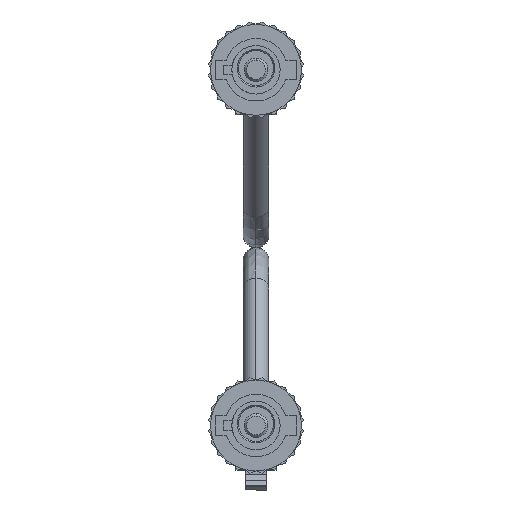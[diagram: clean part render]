
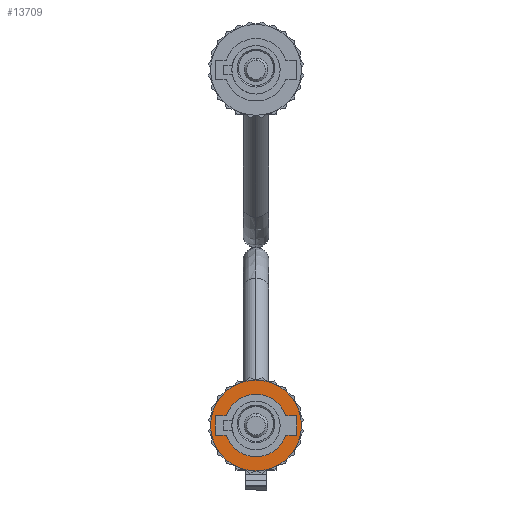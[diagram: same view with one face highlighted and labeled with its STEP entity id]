
A CAD part, front view. The second image highlights one B-rep face of the part: STEP entity #13709.
In plain terms, the highlighted face is planar.
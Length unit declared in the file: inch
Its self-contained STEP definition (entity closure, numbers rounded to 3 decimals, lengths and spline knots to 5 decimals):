
#3400 = CARTESIAN_POINT ( 'NONE',  ( -0.1725, 0.45, 0.041 ) ) ;
#3401 = DIRECTION ( 'NONE',  ( 1., 0., 0. ) ) ;
#3402 = VECTOR ( 'NONE', #3401, 39.37008 ) ;
#3403 = CARTESIAN_POINT ( 'NONE',  ( -0.126, 0.45, 0.041 ) ) ;
#3404 = LINE ( 'NONE', #3403, #3402 ) ;
#3405 = CARTESIAN_POINT ( 'NONE',  ( -0.126, 0.45, 0.041 ) ) ;
#3406 = DIRECTION ( 'NONE',  ( 0., 0., 1. ) ) ;
#3407 = DIRECTION ( 'NONE',  ( 0., 1., 0. ) ) ;
#3408 = CARTESIAN_POINT ( 'NONE',  ( 0., 0.45, 0. ) ) ;
#3409 = AXIS2_PLACEMENT_3D ( 'NONE', #3408, #3407, #3406 ) ;
#3410 = CIRCLE ( 'NONE', #3409, 0.1325 ) ;
#3411 = DIRECTION ( 'NONE',  ( 1., 0., 0. ) ) ;
#3412 = VECTOR ( 'NONE', #3411, 39.37008 ) ;
#3413 = CARTESIAN_POINT ( 'NONE',  ( 0.1725, 0.45, 0.041 ) ) ;
#3414 = LINE ( 'NONE', #3413, #3412 ) ;
#3415 = CARTESIAN_POINT ( 'NONE',  ( 0.1725, 0.45, -0.041 ) ) ;
#3416 = CARTESIAN_POINT ( 'NONE',  ( 0.1725, 0.45, 0.041 ) ) ;
#3417 = DIRECTION ( 'NONE',  ( 0., 0., -1. ) ) ;
#3418 = VECTOR ( 'NONE', #3417, 39.37008 ) ;
#3419 = CARTESIAN_POINT ( 'NONE',  ( 0.1725, 0.45, -0.041 ) ) ;
#3420 = LINE ( 'NONE', #3419, #3418 ) ;
#4161 = DIRECTION ( 'NONE',  ( -1., 0., 0. ) ) ;
#4163 = VECTOR ( 'NONE', #4161, 39.37008 ) ;
#4165 = CARTESIAN_POINT ( 'NONE',  ( 0.1725, 0.45, -0.041 ) ) ;
#4167 = LINE ( 'NONE', #4165, #4163 ) ;
#4171 = CARTESIAN_POINT ( 'NONE',  ( 0.126, 0.45, -0.041 ) ) ;
#4173 = DIRECTION ( 'NONE',  ( 0., 0., 1. ) ) ;
#4174 = DIRECTION ( 'NONE',  ( 0., 1., 0. ) ) ;
#4175 = CARTESIAN_POINT ( 'NONE',  ( 0., 0.45, 0. ) ) ;
#4176 = AXIS2_PLACEMENT_3D ( 'NONE', #4175, #4174, #4173 ) ;
#4178 = CIRCLE ( 'NONE', #4176, 0.1325 ) ;
#4182 = CARTESIAN_POINT ( 'NONE',  ( -0.126, 0.45, -0.041 ) ) ;
#4183 = DIRECTION ( 'NONE',  ( -1., 0., 0. ) ) ;
#4185 = VECTOR ( 'NONE', #4183, 39.37008 ) ;
#4187 = CARTESIAN_POINT ( 'NONE',  ( -0.126, 0.45, -0.041 ) ) ;
#4189 = LINE ( 'NONE', #4187, #4185 ) ;
#4203 = CARTESIAN_POINT ( 'NONE',  ( -0.1725, 0.45, -0.041 ) ) ;
#4205 = DIRECTION ( 'NONE',  ( 0., 0., 1. ) ) ;
#4206 = VECTOR ( 'NONE', #4205, 39.37008 ) ;
#4207 = CARTESIAN_POINT ( 'NONE',  ( -0.1725, 0.45, -0.041 ) ) ;
#4208 = LINE ( 'NONE', #4207, #4206 ) ;
#4271 = DIRECTION ( 'NONE',  ( 0., 0., 1. ) ) ;
#4273 = DIRECTION ( 'NONE',  ( 0., 1., 0. ) ) ;
#4276 = CARTESIAN_POINT ( 'NONE',  ( 0., 0.45, 0. ) ) ;
#4278 = AXIS2_PLACEMENT_3D ( 'NONE', #4276, #4273, #4271 ) ;
#4280 = PLANE ( 'NONE',  #4278 ) ;
#4282 = FACE_OUTER_BOUND ( 'NONE', #13743, .T. ) ;
#4284 = FACE_BOUND ( 'NONE', #13625, .T. ) ;
#4286 = DIRECTION ( 'NONE',  ( 0., 0., 1. ) ) ;
#4288 = DIRECTION ( 'NONE',  ( 0., 1., 0. ) ) ;
#4290 = CARTESIAN_POINT ( 'NONE',  ( 0., 0.45, 0. ) ) ;
#4292 = AXIS2_PLACEMENT_3D ( 'NONE', #4290, #4288, #4286 ) ;
#4294 = CIRCLE ( 'NONE', #4292, 0.1925 ) ;
#7391 = CARTESIAN_POINT ( 'NONE',  ( 0.126, 0.45, 0.041 ) ) ;
#7392 = DIRECTION ( 'NONE',  ( 0., 0., 1. ) ) ;
#7393 = DIRECTION ( 'NONE',  ( 0., 1., 0. ) ) ;
#7394 = CARTESIAN_POINT ( 'NONE',  ( 0., 0.45, 0. ) ) ;
#7395 = AXIS2_PLACEMENT_3D ( 'NONE', #7394, #7393, #7392 ) ;
#7396 = CIRCLE ( 'NONE', #7395, 0.1325 ) ;
#7397 = CARTESIAN_POINT ( 'NONE',  ( 0., 0.45, 0.1325 ) ) ;
#9140 = CARTESIAN_POINT ( 'NONE',  ( 0., 0.45, -0.1925 ) ) ;
#9141 = CARTESIAN_POINT ( 'NONE',  ( 0., 0.45, 0.1925 ) ) ;
#9142 = DIRECTION ( 'NONE',  ( 0., 0., 1. ) ) ;
#9143 = DIRECTION ( 'NONE',  ( 0., 1., 0. ) ) ;
#9144 = CARTESIAN_POINT ( 'NONE',  ( 0., 0.45, 0. ) ) ;
#9145 = AXIS2_PLACEMENT_3D ( 'NONE', #9144, #9143, #9142 ) ;
#9146 = CIRCLE ( 'NONE', #9145, 0.1925 ) ;
#13625 = EDGE_LOOP ( 'NONE', ( #13626, #13630, #13632, #13633, #13637, #13640, #13735, #13738, #13741 ) ) ;
#13626 = ORIENTED_EDGE ( 'NONE', *, *, #13627, .F. ) ;
#13627 = EDGE_CURVE ( 'NONE', #13628, #13629, #3420, .T. ) ;
#13628 = VERTEX_POINT ( 'NONE', #3416 ) ;
#13629 = VERTEX_POINT ( 'NONE', #3415 ) ;
#13630 = ORIENTED_EDGE ( 'NONE', *, *, #13631, .F. ) ;
#13631 = EDGE_CURVE ( 'NONE', #15579, #13628, #3414, .T. ) ;
#13632 = ORIENTED_EDGE ( 'NONE', *, *, #15578, .F. ) ;
#13633 = ORIENTED_EDGE ( 'NONE', *, *, #13634, .F. ) ;
#13634 = EDGE_CURVE ( 'NONE', #13635, #15576, #3410, .T. ) ;
#13635 = VERTEX_POINT ( 'NONE', #3405 ) ;
#13637 = ORIENTED_EDGE ( 'NONE', *, *, #13638, .F. ) ;
#13638 = EDGE_CURVE ( 'NONE', #13639, #13635, #3404, .T. ) ;
#13639 = VERTEX_POINT ( 'NONE', #3400 ) ;
#13640 = ORIENTED_EDGE ( 'NONE', *, *, #13732, .F. ) ;
#13706 = EDGE_CURVE ( 'NONE', #14999, #14998, #4294, .T. ) ;
#13709 = ADVANCED_FACE ( 'NONE', ( #4284, #4282 ), #4280, .T. ) ;
#13732 = EDGE_CURVE ( 'NONE', #13734, #13639, #4208, .T. ) ;
#13734 = VERTEX_POINT ( 'NONE', #4203 ) ;
#13735 = ORIENTED_EDGE ( 'NONE', *, *, #13736, .F. ) ;
#13736 = EDGE_CURVE ( 'NONE', #13737, #13734, #4189, .T. ) ;
#13737 = VERTEX_POINT ( 'NONE', #4182 ) ;
#13738 = ORIENTED_EDGE ( 'NONE', *, *, #13739, .F. ) ;
#13739 = EDGE_CURVE ( 'NONE', #13740, #13737, #4178, .T. ) ;
#13740 = VERTEX_POINT ( 'NONE', #4171 ) ;
#13741 = ORIENTED_EDGE ( 'NONE', *, *, #13742, .F. ) ;
#13742 = EDGE_CURVE ( 'NONE', #13629, #13740, #4167, .T. ) ;
#13743 = EDGE_LOOP ( 'NONE', ( #13744, #13745 ) ) ;
#13744 = ORIENTED_EDGE ( 'NONE', *, *, #13706, .T. ) ;
#13745 = ORIENTED_EDGE ( 'NONE', *, *, #14997, .T. ) ;
#14997 = EDGE_CURVE ( 'NONE', #14998, #14999, #9146, .T. ) ;
#14998 = VERTEX_POINT ( 'NONE', #9141 ) ;
#14999 = VERTEX_POINT ( 'NONE', #9140 ) ;
#15576 = VERTEX_POINT ( 'NONE', #7397 ) ;
#15578 = EDGE_CURVE ( 'NONE', #15576, #15579, #7396, .T. ) ;
#15579 = VERTEX_POINT ( 'NONE', #7391 ) ;
